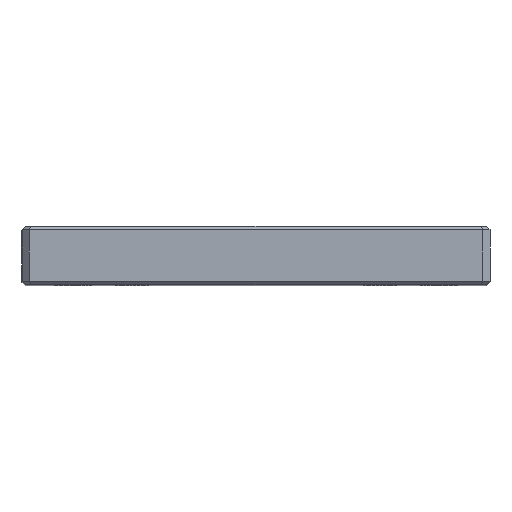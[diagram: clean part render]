
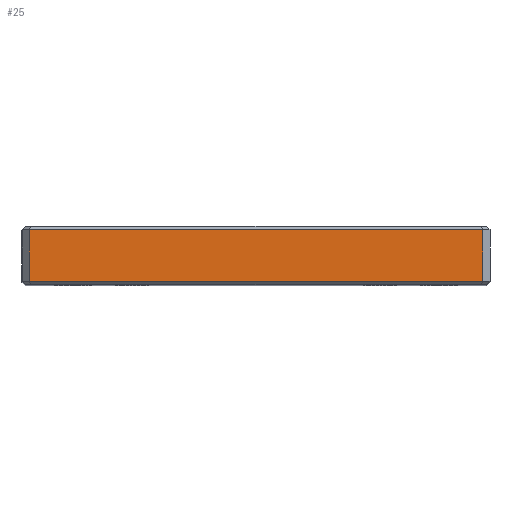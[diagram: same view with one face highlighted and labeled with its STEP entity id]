
A CAD part, top view. The second image highlights one B-rep face of the part: STEP entity #25.
In plain terms, the highlighted planar face has unit normal (0, 0, 1).
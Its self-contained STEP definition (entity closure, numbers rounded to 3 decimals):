
#25 = ADVANCED_FACE ( 'NONE', ( #1195 ), #177, .F. ) ;
#36 = CARTESIAN_POINT ( 'NONE',  ( -31., 8., 38. ) ) ;
#52 = ORIENTED_EDGE ( 'NONE', *, *, #1468, .T. ) ;
#87 = EDGE_CURVE ( 'NONE', #377, #1384, #366, .T. ) ;
#121 = CARTESIAN_POINT ( 'NONE',  ( -31., 0.5, 38. ) ) ;
#177 = PLANE ( 'NONE',  #777 ) ;
#223 = CARTESIAN_POINT ( 'NONE',  ( -31., 7.5, 38. ) ) ;
#234 = CARTESIAN_POINT ( 'NONE',  ( -32., 0.5, 38. ) ) ;
#278 = VECTOR ( 'NONE', #1657, 1000. ) ;
#366 = LINE ( 'NONE', #234, #420 ) ;
#377 = VERTEX_POINT ( 'NONE', #121 ) ;
#420 = VECTOR ( 'NONE', #735, 1000. ) ;
#421 = DIRECTION ( 'NONE',  ( 0., -1., 0. ) ) ;
#431 = VECTOR ( 'NONE', #421, 1000. ) ;
#454 = ORIENTED_EDGE ( 'NONE', *, *, #977, .T. ) ;
#567 = VERTEX_POINT ( 'NONE', #1129 ) ;
#640 = DIRECTION ( 'NONE',  ( -1., 0., 0. ) ) ;
#692 = VERTEX_POINT ( 'NONE', #1566 ) ;
#735 = DIRECTION ( 'NONE',  ( 1., 0., 0. ) ) ;
#750 = EDGE_CURVE ( 'NONE', #567, #692, #1571, .T. ) ;
#760 = VECTOR ( 'NONE', #640, 1000. ) ;
#770 = LINE ( 'NONE', #1646, #278 ) ;
#777 = AXIS2_PLACEMENT_3D ( 'NONE', #1218, #967, #811 ) ;
#811 = DIRECTION ( 'NONE',  ( -1., 0., 0. ) ) ;
#949 = EDGE_LOOP ( 'NONE', ( #52, #1155, #454, #1247 ) ) ;
#967 = DIRECTION ( 'NONE',  ( 0., 0., -1. ) ) ;
#977 = EDGE_CURVE ( 'NONE', #692, #377, #1192, .T. ) ;
#1129 = CARTESIAN_POINT ( 'NONE',  ( 31., 7.5, 38. ) ) ;
#1155 = ORIENTED_EDGE ( 'NONE', *, *, #750, .T. ) ;
#1192 = LINE ( 'NONE', #36, #431 ) ;
#1195 = FACE_OUTER_BOUND ( 'NONE', #949, .T. ) ;
#1218 = CARTESIAN_POINT ( 'NONE',  ( -32., 8., 38. ) ) ;
#1247 = ORIENTED_EDGE ( 'NONE', *, *, #87, .T. ) ;
#1384 = VERTEX_POINT ( 'NONE', #1498 ) ;
#1468 = EDGE_CURVE ( 'NONE', #1384, #567, #770, .T. ) ;
#1498 = CARTESIAN_POINT ( 'NONE',  ( 31., 0.5, 38. ) ) ;
#1566 = CARTESIAN_POINT ( 'NONE',  ( -31., 7.5, 38. ) ) ;
#1571 = LINE ( 'NONE', #223, #760 ) ;
#1646 = CARTESIAN_POINT ( 'NONE',  ( 31., 8., 38. ) ) ;
#1657 = DIRECTION ( 'NONE',  ( 0., 1., 0. ) ) ;
